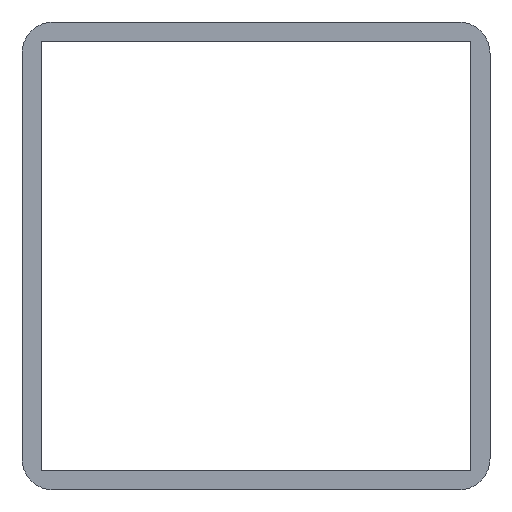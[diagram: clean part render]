
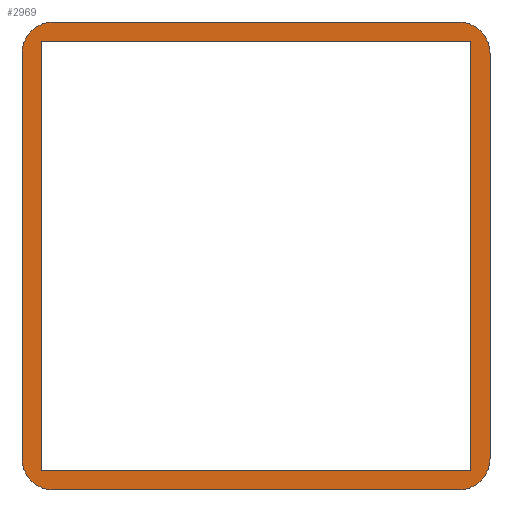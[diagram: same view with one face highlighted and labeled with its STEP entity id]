
A CAD part, front view. The second image highlights one B-rep face of the part: STEP entity #2969.
In plain terms, the highlighted planar face has unit normal (0, -1, 0).
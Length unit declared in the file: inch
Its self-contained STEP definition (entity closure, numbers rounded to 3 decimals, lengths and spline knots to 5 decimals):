
#15=FACE_BOUND('',#474,.T.);
#257=PLANE('',#3261);
#339=FACE_OUTER_BOUND('',#473,.T.);
#473=EDGE_LOOP('',(#2269,#2270,#2271,#2272,#2273,#2274,#2275,#2276));
#474=EDGE_LOOP('',(#2277,#2278,#2279,#2280));
#849=LINE('',#4779,#997);
#850=LINE('',#4783,#998);
#851=LINE('',#4787,#999);
#852=LINE('',#4790,#1000);
#853=LINE('',#4793,#1001);
#854=LINE('',#4795,#1002);
#855=LINE('',#4797,#1003);
#856=LINE('',#4798,#1004);
#997=VECTOR('',#3937,0.3937);
#998=VECTOR('',#3940,0.3937);
#999=VECTOR('',#3943,0.3937);
#1000=VECTOR('',#3946,0.3937);
#1001=VECTOR('',#3947,0.3937);
#1002=VECTOR('',#3948,0.3937);
#1003=VECTOR('',#3949,0.3937);
#1004=VECTOR('',#3950,0.3937);
#1217=CIRCLE('',#3262,0.2);
#1218=CIRCLE('',#3263,0.2);
#1219=CIRCLE('',#3264,0.2);
#1220=CIRCLE('',#3265,0.2);
#1465=VERTEX_POINT('',#4775);
#1466=VERTEX_POINT('',#4776);
#1467=VERTEX_POINT('',#4778);
#1468=VERTEX_POINT('',#4780);
#1469=VERTEX_POINT('',#4782);
#1470=VERTEX_POINT('',#4784);
#1471=VERTEX_POINT('',#4786);
#1472=VERTEX_POINT('',#4788);
#1473=VERTEX_POINT('',#4791);
#1474=VERTEX_POINT('',#4792);
#1475=VERTEX_POINT('',#4794);
#1476=VERTEX_POINT('',#4796);
#1801=EDGE_CURVE('',#1465,#1466,#1217,.T.);
#1802=EDGE_CURVE('',#1465,#1467,#849,.T.);
#1803=EDGE_CURVE('',#1468,#1467,#1218,.T.);
#1804=EDGE_CURVE('',#1468,#1469,#850,.T.);
#1805=EDGE_CURVE('',#1470,#1469,#1219,.T.);
#1806=EDGE_CURVE('',#1470,#1471,#851,.T.);
#1807=EDGE_CURVE('',#1472,#1471,#1220,.T.);
#1808=EDGE_CURVE('',#1472,#1466,#852,.T.);
#1809=EDGE_CURVE('',#1473,#1474,#853,.T.);
#1810=EDGE_CURVE('',#1474,#1475,#854,.T.);
#1811=EDGE_CURVE('',#1475,#1476,#855,.T.);
#1812=EDGE_CURVE('',#1476,#1473,#856,.T.);
#2269=ORIENTED_EDGE('',*,*,#1801,.F.);
#2270=ORIENTED_EDGE('',*,*,#1802,.T.);
#2271=ORIENTED_EDGE('',*,*,#1803,.F.);
#2272=ORIENTED_EDGE('',*,*,#1804,.T.);
#2273=ORIENTED_EDGE('',*,*,#1805,.F.);
#2274=ORIENTED_EDGE('',*,*,#1806,.T.);
#2275=ORIENTED_EDGE('',*,*,#1807,.F.);
#2276=ORIENTED_EDGE('',*,*,#1808,.T.);
#2277=ORIENTED_EDGE('',*,*,#1809,.T.);
#2278=ORIENTED_EDGE('',*,*,#1810,.T.);
#2279=ORIENTED_EDGE('',*,*,#1811,.T.);
#2280=ORIENTED_EDGE('',*,*,#1812,.T.);
#2969=ADVANCED_FACE('',(#339,#15),#257,.T.);
#3261=AXIS2_PLACEMENT_3D('',#4774,#3933,#3934);
#3262=AXIS2_PLACEMENT_3D('',#4777,#3935,#3936);
#3263=AXIS2_PLACEMENT_3D('',#4781,#3938,#3939);
#3264=AXIS2_PLACEMENT_3D('',#4785,#3941,#3942);
#3265=AXIS2_PLACEMENT_3D('',#4789,#3944,#3945);
#3933=DIRECTION('center_axis',(0.,-1.,0.));
#3934=DIRECTION('ref_axis',(0.,0.,-1.));
#3935=DIRECTION('center_axis',(0.,1.,0.));
#3936=DIRECTION('ref_axis',(-0.707,0.,-0.707));
#3937=DIRECTION('',(1.,0.,0.));
#3938=DIRECTION('center_axis',(0.,1.,0.));
#3939=DIRECTION('ref_axis',(0.707,0.,-0.707));
#3940=DIRECTION('',(0.,0.,1.));
#3941=DIRECTION('center_axis',(0.,1.,0.));
#3942=DIRECTION('ref_axis',(0.707,0.,0.707));
#3943=DIRECTION('',(-1.,0.,0.));
#3944=DIRECTION('center_axis',(0.,1.,0.));
#3945=DIRECTION('ref_axis',(-0.707,0.,0.707));
#3946=DIRECTION('',(0.,0.,-1.));
#3947=DIRECTION('',(1.,0.,0.));
#3948=DIRECTION('',(0.,0.,-1.));
#3949=DIRECTION('',(-1.,0.,0.));
#3950=DIRECTION('',(0.,0.,1.));
#4774=CARTESIAN_POINT('Origin',(1.43224,-89.95162,1.5));
#4775=CARTESIAN_POINT('',(0.13224,-89.95162,0.));
#4776=CARTESIAN_POINT('',(-0.06776,-89.95162,0.2));
#4777=CARTESIAN_POINT('Origin',(0.13224,-89.95162,0.2));
#4778=CARTESIAN_POINT('',(2.73224,-89.95162,0.));
#4779=CARTESIAN_POINT('',(-0.06776,-89.95162,0.));
#4780=CARTESIAN_POINT('',(2.93224,-89.95162,0.2));
#4781=CARTESIAN_POINT('Origin',(2.73224,-89.95162,0.2));
#4782=CARTESIAN_POINT('',(2.93224,-89.95162,2.8));
#4783=CARTESIAN_POINT('',(2.93224,-89.95162,0.));
#4784=CARTESIAN_POINT('',(2.73224,-89.95162,3.));
#4785=CARTESIAN_POINT('Origin',(2.73224,-89.95162,2.8));
#4786=CARTESIAN_POINT('',(0.13224,-89.95162,3.));
#4787=CARTESIAN_POINT('',(2.93224,-89.95162,3.));
#4788=CARTESIAN_POINT('',(-0.06776,-89.95162,2.8));
#4789=CARTESIAN_POINT('Origin',(0.13224,-89.95162,2.8));
#4790=CARTESIAN_POINT('',(-0.06776,-89.95162,3.));
#4791=CARTESIAN_POINT('',(0.05724,-89.95162,2.875));
#4792=CARTESIAN_POINT('',(2.80724,-89.95162,2.875));
#4793=CARTESIAN_POINT('',(2.80724,-89.95162,2.875));
#4794=CARTESIAN_POINT('',(2.80724,-89.95162,0.125));
#4795=CARTESIAN_POINT('',(2.80724,-89.95162,0.125));
#4796=CARTESIAN_POINT('',(0.05724,-89.95162,0.125));
#4797=CARTESIAN_POINT('',(0.05724,-89.95162,0.125));
#4798=CARTESIAN_POINT('',(0.05724,-89.95162,2.875));
